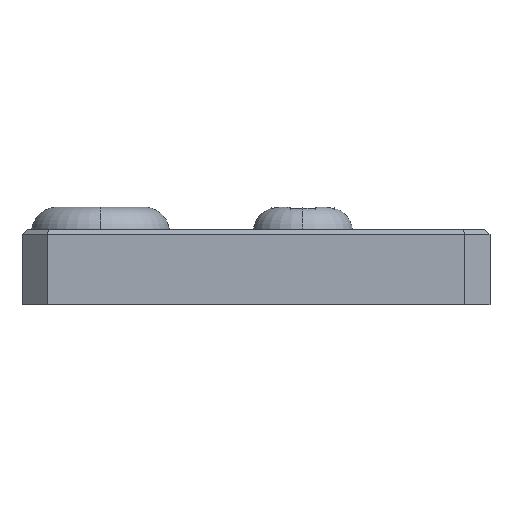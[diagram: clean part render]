
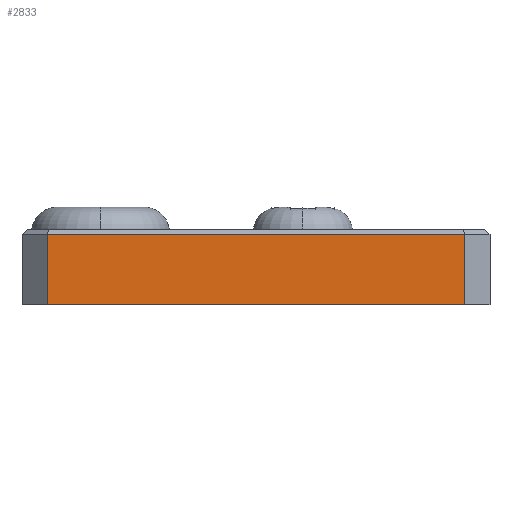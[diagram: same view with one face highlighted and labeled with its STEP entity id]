
A CAD part, left-side view. The second image highlights one B-rep face of the part: STEP entity #2833.
In plain terms, the highlighted planar face has unit normal (-1, 0, 0).
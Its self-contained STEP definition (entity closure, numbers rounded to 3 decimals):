
#152 = CARTESIAN_POINT ( 'NONE',  ( -16.2, 1., 3. ) ) ;
#287 = LINE ( 'NONE', #4304, #5787 ) ;
#321 = EDGE_CURVE ( 'NONE', #3816, #3054, #951, .T. ) ;
#621 = FACE_OUTER_BOUND ( 'NONE', #4245, .T. ) ;
#853 = DIRECTION ( 'NONE',  ( 0., 0., -1. ) ) ;
#951 = LINE ( 'NONE', #4411, #1562 ) ;
#1069 = EDGE_CURVE ( 'NONE', #6320, #3031, #3446, .T. ) ;
#1562 = VECTOR ( 'NONE', #4969, 1000. ) ;
#1672 = DIRECTION ( 'NONE',  ( 1., 0., 0. ) ) ;
#1834 = EDGE_CURVE ( 'NONE', #3816, #3031, #3862, .T. ) ;
#2126 = EDGE_CURVE ( 'NONE', #3054, #6320, #287, .T. ) ;
#2329 = CARTESIAN_POINT ( 'NONE',  ( -16.2, 17.7, 0. ) ) ;
#2833 = ADVANCED_FACE ( 'NONE', ( #621 ), #4607, .F. ) ;
#3031 = VERTEX_POINT ( 'NONE', #4470 ) ;
#3050 = ORIENTED_EDGE ( 'NONE', *, *, #1834, .F. ) ;
#3054 = VERTEX_POINT ( 'NONE', #5063 ) ;
#3341 = CARTESIAN_POINT ( 'NONE',  ( -16.2, 1., 0. ) ) ;
#3379 = AXIS2_PLACEMENT_3D ( 'NONE', #152, #1672, #5231 ) ;
#3446 = LINE ( 'NONE', #3341, #5384 ) ;
#3816 = VERTEX_POINT ( 'NONE', #6489 ) ;
#3862 = LINE ( 'NONE', #5362, #5952 ) ;
#4245 = EDGE_LOOP ( 'NONE', ( #3050, #5064, #6298, #6330 ) ) ;
#4304 = CARTESIAN_POINT ( 'NONE',  ( -16.2, 17.7, 3. ) ) ;
#4411 = CARTESIAN_POINT ( 'NONE',  ( -16.2, 17.7, 2.8 ) ) ;
#4470 = CARTESIAN_POINT ( 'NONE',  ( -16.2, 1., 0. ) ) ;
#4607 = PLANE ( 'NONE',  #3379 ) ;
#4969 = DIRECTION ( 'NONE',  ( 0., 1., 0. ) ) ;
#5063 = CARTESIAN_POINT ( 'NONE',  ( -16.2, 17.7, 2.8 ) ) ;
#5064 = ORIENTED_EDGE ( 'NONE', *, *, #321, .T. ) ;
#5231 = DIRECTION ( 'NONE',  ( 0., 0., -1. ) ) ;
#5362 = CARTESIAN_POINT ( 'NONE',  ( -16.2, 1., 3. ) ) ;
#5384 = VECTOR ( 'NONE', #5440, 1000. ) ;
#5440 = DIRECTION ( 'NONE',  ( 0., -1., 0. ) ) ;
#5787 = VECTOR ( 'NONE', #6316, 1000. ) ;
#5952 = VECTOR ( 'NONE', #853, 1000. ) ;
#6298 = ORIENTED_EDGE ( 'NONE', *, *, #2126, .T. ) ;
#6316 = DIRECTION ( 'NONE',  ( 0., 0., -1. ) ) ;
#6320 = VERTEX_POINT ( 'NONE', #2329 ) ;
#6330 = ORIENTED_EDGE ( 'NONE', *, *, #1069, .T. ) ;
#6489 = CARTESIAN_POINT ( 'NONE',  ( -16.2, 1., 2.8 ) ) ;
